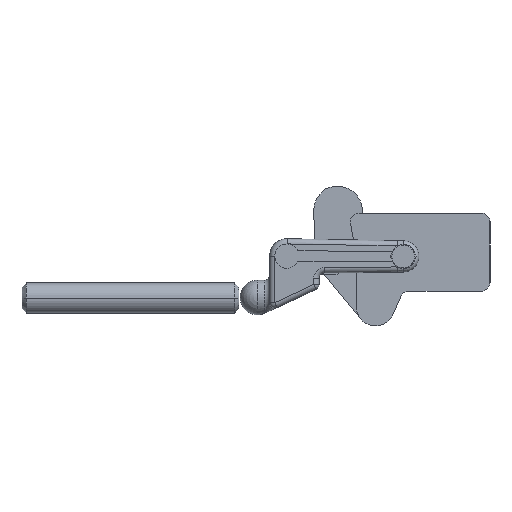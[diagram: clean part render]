
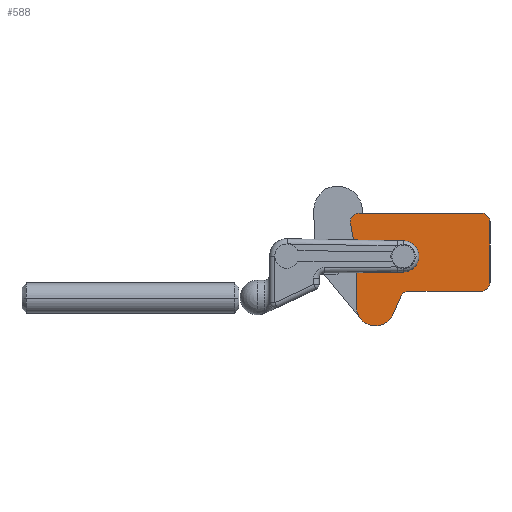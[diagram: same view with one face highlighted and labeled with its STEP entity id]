
A CAD part, left-side view. The second image highlights one B-rep face of the part: STEP entity #588.
In plain terms, the highlighted planar face has unit normal (-1, 0, 0).
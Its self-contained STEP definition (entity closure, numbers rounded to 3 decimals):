
#118 = ORIENTED_EDGE ( 'NONE', *, *, #4850, .F. ) ;
#230 = DIRECTION ( 'NONE',  ( 0., 0., 1. ) ) ;
#267 = EDGE_CURVE ( 'NONE', #1341, #4510, #526, .T. ) ;
#287 = DIRECTION ( 'NONE',  ( 0., 0., 1. ) ) ;
#333 = LINE ( 'NONE', #3290, #2821 ) ;
#345 = ORIENTED_EDGE ( 'NONE', *, *, #2484, .F. ) ;
#461 = ORIENTED_EDGE ( 'NONE', *, *, #1338, .F. ) ;
#489 = VERTEX_POINT ( 'NONE', #4045 ) ;
#502 = CARTESIAN_POINT ( 'NONE',  ( -10., 16.37, -20.202 ) ) ;
#526 = CIRCLE ( 'NONE', #5425, 11. ) ;
#532 = VERTEX_POINT ( 'NONE', #3067 ) ;
#588 = ADVANCED_FACE ( 'NONE', ( #3810, #2776 ), #4103, .T. ) ;
#693 = AXIS2_PLACEMENT_3D ( 'NONE', #947, #4438, #1477 ) ;
#771 = EDGE_LOOP ( 'NONE', ( #3264, #4483 ) ) ;
#857 = VERTEX_POINT ( 'NONE', #2314 ) ;
#893 = VECTOR ( 'NONE', #3004, 1000. ) ;
#940 = CARTESIAN_POINT ( 'NONE',  ( -10., 50.001, 18.929 ) ) ;
#947 = CARTESIAN_POINT ( 'NONE',  ( -10., 45.077, 19.798 ) ) ;
#992 = VERTEX_POINT ( 'NONE', #6544 ) ;
#1026 = VECTOR ( 'NONE', #2001, 1000. ) ;
#1136 = DIRECTION ( 'NONE',  ( 0., 0., 1. ) ) ;
#1238 = DIRECTION ( 'NONE',  ( 0., 0., -1. ) ) ;
#1257 = DIRECTION ( 'NONE',  ( 1., 0., 0. ) ) ;
#1260 = CARTESIAN_POINT ( 'NONE',  ( -10., 35.628, -29.202 ) ) ;
#1274 = CARTESIAN_POINT ( 'NONE',  ( -10., 19.628, -0.202 ) ) ;
#1289 = CIRCLE ( 'NONE', #6309, 3. ) ;
#1338 = EDGE_CURVE ( 'NONE', #1434, #2790, #2846, .T. ) ;
#1341 = VERTEX_POINT ( 'NONE', #2222 ) ;
#1434 = VERTEX_POINT ( 'NONE', #4793 ) ;
#1435 = DIRECTION ( 'NONE',  ( 0., 0.174, 0.985 ) ) ;
#1477 = DIRECTION ( 'NONE',  ( 0., 0., 1. ) ) ;
#1505 = CARTESIAN_POINT ( 'NONE',  ( -10., 16.37, -25.202 ) ) ;
#1597 = VECTOR ( 'NONE', #5611, 1000. ) ;
#1711 = ORIENTED_EDGE ( 'NONE', *, *, #267, .F. ) ;
#1761 = DIRECTION ( 'NONE',  ( 0., 0., 1. ) ) ;
#1769 = DIRECTION ( 'NONE',  ( 1., 0., 0. ) ) ;
#1837 = AXIS2_PLACEMENT_3D ( 'NONE', #1505, #4959, #1984 ) ;
#1922 = CARTESIAN_POINT ( 'NONE',  ( -10., 50.001, 18.929 ) ) ;
#1928 = ORIENTED_EDGE ( 'NONE', *, *, #6203, .F. ) ;
#1944 = CARTESIAN_POINT ( 'NONE',  ( -10., 46.628, -29.202 ) ) ;
#1963 = DIRECTION ( 'NONE',  ( 1., 0., 0. ) ) ;
#1984 = DIRECTION ( 'NONE',  ( 0., 0., -1. ) ) ;
#2001 = DIRECTION ( 'NONE',  ( 0., 1., 0. ) ) ;
#2005 = ORIENTED_EDGE ( 'NONE', *, *, #6279, .F. ) ;
#2106 = ORIENTED_EDGE ( 'NONE', *, *, #3876, .F. ) ;
#2176 = VERTEX_POINT ( 'NONE', #940 ) ;
#2222 = CARTESIAN_POINT ( 'NONE',  ( -10., 25.565, -33.646 ) ) ;
#2314 = CARTESIAN_POINT ( 'NONE',  ( -10., 45.077, 24.798 ) ) ;
#2325 = CARTESIAN_POINT ( 'NONE',  ( -10., 19.628, 2.798 ) ) ;
#2337 = LINE ( 'NONE', #502, #1026 ) ;
#2370 = CARTESIAN_POINT ( 'NONE',  ( -10., -25.372, 24.798 ) ) ;
#2440 = LINE ( 'NONE', #2646, #6511 ) ;
#2441 = VECTOR ( 'NONE', #1435, 1000. ) ;
#2484 = EDGE_CURVE ( 'NONE', #3093, #1341, #3703, .T. ) ;
#2600 = CARTESIAN_POINT ( 'NONE',  ( -10., -30.372, 19.798 ) ) ;
#2646 = CARTESIAN_POINT ( 'NONE',  ( -10., -25.372, 24.798 ) ) ;
#2666 = AXIS2_PLACEMENT_3D ( 'NONE', #6287, #3226, #230 ) ;
#2718 = EDGE_LOOP ( 'NONE', ( #5448, #1928, #6392, #1711, #345, #2005, #3978, #461, #3975, #118, #2106 ) ) ;
#2736 = LINE ( 'NONE', #2600, #1597 ) ;
#2776 = FACE_OUTER_BOUND ( 'NONE', #2718, .T. ) ;
#2790 = VERTEX_POINT ( 'NONE', #3310 ) ;
#2821 = VECTOR ( 'NONE', #287, 1000. ) ;
#2846 = CIRCLE ( 'NONE', #4460, 5. ) ;
#3004 = DIRECTION ( 'NONE',  ( 0., 0.404, -0.915 ) ) ;
#3067 = CARTESIAN_POINT ( 'NONE',  ( -10., 19.628, -3.202 ) ) ;
#3071 = CARTESIAN_POINT ( 'NONE',  ( -10., 20.944, -23.182 ) ) ;
#3093 = VERTEX_POINT ( 'NONE', #3071 ) ;
#3129 = VERTEX_POINT ( 'NONE', #2370 ) ;
#3163 = AXIS2_PLACEMENT_3D ( 'NONE', #4593, #4128, #1136 ) ;
#3226 = DIRECTION ( 'NONE',  ( 1., 0., 0. ) ) ;
#3264 = ORIENTED_EDGE ( 'NONE', *, *, #3414, .T. ) ;
#3290 = CARTESIAN_POINT ( 'NONE',  ( -10., 46.628, -0.202 ) ) ;
#3310 = CARTESIAN_POINT ( 'NONE',  ( -10., -25.372, -20.202 ) ) ;
#3414 = EDGE_CURVE ( 'NONE', #4064, #532, #1289, .T. ) ;
#3459 = CIRCLE ( 'NONE', #1837, 5. ) ;
#3703 = LINE ( 'NONE', #4693, #893 ) ;
#3769 = CIRCLE ( 'NONE', #2666, 5. ) ;
#3785 = LINE ( 'NONE', #1922, #2441 ) ;
#3810 = FACE_BOUND ( 'NONE', #771, .T. ) ;
#3876 = EDGE_CURVE ( 'NONE', #857, #3129, #2440, .T. ) ;
#3975 = ORIENTED_EDGE ( 'NONE', *, *, #4264, .F. ) ;
#3978 = ORIENTED_EDGE ( 'NONE', *, *, #4585, .F. ) ;
#4003 = EDGE_CURVE ( 'NONE', #4510, #992, #333, .T. ) ;
#4045 = CARTESIAN_POINT ( 'NONE',  ( -10., 16.37, -20.202 ) ) ;
#4064 = VERTEX_POINT ( 'NONE', #2325 ) ;
#4103 = PLANE ( 'NONE',  #3163 ) ;
#4128 = DIRECTION ( 'NONE',  ( -1., 0., 0. ) ) ;
#4160 = DIRECTION ( 'NONE',  ( 0., -1., 0. ) ) ;
#4264 = EDGE_CURVE ( 'NONE', #6055, #1434, #2736, .T. ) ;
#4438 = DIRECTION ( 'NONE',  ( 1., 0., 0. ) ) ;
#4460 = AXIS2_PLACEMENT_3D ( 'NONE', #4736, #1769, #5244 ) ;
#4483 = ORIENTED_EDGE ( 'NONE', *, *, #4526, .T. ) ;
#4510 = VERTEX_POINT ( 'NONE', #1944 ) ;
#4526 = EDGE_CURVE ( 'NONE', #532, #4064, #5486, .T. ) ;
#4585 = EDGE_CURVE ( 'NONE', #2790, #489, #2337, .T. ) ;
#4593 = CARTESIAN_POINT ( 'NONE',  ( -10., 45.077, 19.798 ) ) ;
#4598 = AXIS2_PLACEMENT_3D ( 'NONE', #4941, #1963, #5461 ) ;
#4693 = CARTESIAN_POINT ( 'NONE',  ( -10., 25.565, -33.646 ) ) ;
#4727 = DIRECTION ( 'NONE',  ( 1., 0., 0. ) ) ;
#4736 = CARTESIAN_POINT ( 'NONE',  ( -10., -25.372, -15.202 ) ) ;
#4793 = CARTESIAN_POINT ( 'NONE',  ( -10., -30.372, -15.202 ) ) ;
#4850 = EDGE_CURVE ( 'NONE', #3129, #6055, #3769, .T. ) ;
#4941 = CARTESIAN_POINT ( 'NONE',  ( -10., 19.628, -0.202 ) ) ;
#4959 = DIRECTION ( 'NONE',  ( -1., 0., 0. ) ) ;
#5244 = DIRECTION ( 'NONE',  ( 0., 0., 1. ) ) ;
#5251 = CARTESIAN_POINT ( 'NONE',  ( -10., -30.372, 19.798 ) ) ;
#5425 = AXIS2_PLACEMENT_3D ( 'NONE', #1260, #4727, #1761 ) ;
#5448 = ORIENTED_EDGE ( 'NONE', *, *, #6493, .F. ) ;
#5461 = DIRECTION ( 'NONE',  ( 0., 0., -1. ) ) ;
#5486 = CIRCLE ( 'NONE', #4598, 3. ) ;
#5611 = DIRECTION ( 'NONE',  ( 0., 0., -1. ) ) ;
#6055 = VERTEX_POINT ( 'NONE', #5251 ) ;
#6203 = EDGE_CURVE ( 'NONE', #992, #2176, #3785, .T. ) ;
#6279 = EDGE_CURVE ( 'NONE', #489, #3093, #3459, .T. ) ;
#6287 = CARTESIAN_POINT ( 'NONE',  ( -10., -25.372, 19.798 ) ) ;
#6309 = AXIS2_PLACEMENT_3D ( 'NONE', #1274, #1257, #1238 ) ;
#6392 = ORIENTED_EDGE ( 'NONE', *, *, #4003, .F. ) ;
#6419 = CIRCLE ( 'NONE', #693, 5. ) ;
#6493 = EDGE_CURVE ( 'NONE', #2176, #857, #6419, .T. ) ;
#6511 = VECTOR ( 'NONE', #4160, 1000. ) ;
#6544 = CARTESIAN_POINT ( 'NONE',  ( -10., 46.628, -0.202 ) ) ;
